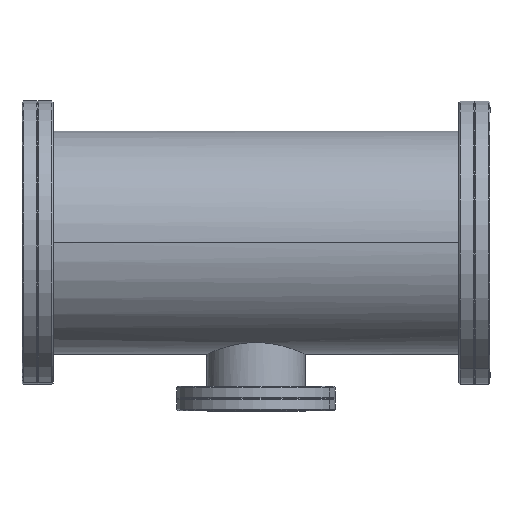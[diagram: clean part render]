
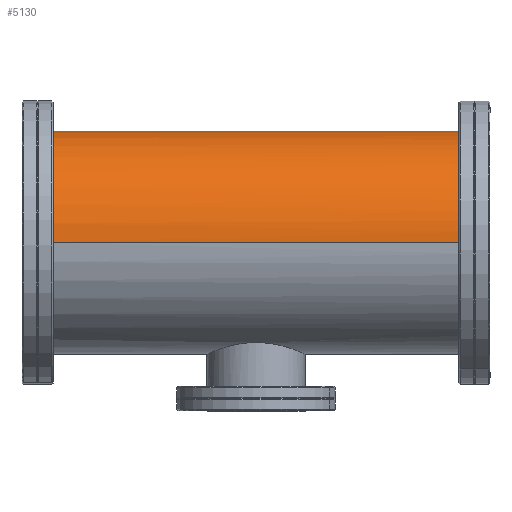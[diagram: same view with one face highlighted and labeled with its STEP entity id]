
A CAD part, top view. The second image highlights one B-rep face of the part: STEP entity #5130.
In plain terms, the highlighted cylindrical face has radius 79.5 mm (diameter 159 mm), a partial arc.
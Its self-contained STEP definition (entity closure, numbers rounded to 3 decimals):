
#272 = CARTESIAN_POINT ( 'NONE',  ( 315., 0., 79.5 ) ) ;
#329 = DIRECTION ( 'NONE',  ( -1., 0., 0. ) ) ;
#721 = DIRECTION ( 'NONE',  ( -1., 0., 0. ) ) ;
#790 = LINE ( 'NONE', #9044, #9418 ) ;
#1077 = AXIS2_PLACEMENT_3D ( 'NONE', #7896, #2821, #8738 ) ;
#1426 = CIRCLE ( 'NONE', #1077, 79.5 ) ;
#1939 = AXIS2_PLACEMENT_3D ( 'NONE', #2255, #8184, #3118 ) ;
#2200 = AXIS2_PLACEMENT_3D ( 'NONE', #8679, #10537, #8638 ) ;
#2255 = CARTESIAN_POINT ( 'NONE',  ( 0., 0., 0. ) ) ;
#2615 = ORIENTED_EDGE ( 'NONE', *, *, #7821, .F. ) ;
#2821 = DIRECTION ( 'NONE',  ( -1., 0., 0. ) ) ;
#2881 = CARTESIAN_POINT ( 'NONE',  ( 315., 0., -79.5 ) ) ;
#3118 = DIRECTION ( 'NONE',  ( 0., 0., 1. ) ) ;
#3296 = EDGE_LOOP ( 'NONE', ( #4507, #3852, #3402, #2615 ) ) ;
#3402 = ORIENTED_EDGE ( 'NONE', *, *, #7807, .F. ) ;
#3506 = VERTEX_POINT ( 'NONE', #272 ) ;
#3678 = VERTEX_POINT ( 'NONE', #10305 ) ;
#3852 = ORIENTED_EDGE ( 'NONE', *, *, #7515, .T. ) ;
#4002 = VERTEX_POINT ( 'NONE', #2881 ) ;
#4507 = ORIENTED_EDGE ( 'NONE', *, *, #7685, .T. ) ;
#4696 = VECTOR ( 'NONE', #329, 1000. ) ;
#4793 = VERTEX_POINT ( 'NONE', #4924 ) ;
#4924 = CARTESIAN_POINT ( 'NONE',  ( 0., 0., -79.5 ) ) ;
#4959 = LINE ( 'NONE', #6184, #4696 ) ;
#5130 = ADVANCED_FACE ( 'NONE', ( #9342 ), #8525, .T. ) ;
#5463 = CIRCLE ( 'NONE', #1939, 79.5 ) ;
#6184 = CARTESIAN_POINT ( 'NONE',  ( 320., 0., -79.5 ) ) ;
#7515 = EDGE_CURVE ( 'NONE', #4002, #4793, #4959, .T. ) ;
#7685 = EDGE_CURVE ( 'NONE', #3506, #4002, #1426, .T. ) ;
#7807 = EDGE_CURVE ( 'NONE', #3678, #4793, #5463, .T. ) ;
#7821 = EDGE_CURVE ( 'NONE', #3506, #3678, #790, .T. ) ;
#7896 = CARTESIAN_POINT ( 'NONE',  ( 315., 0., 0. ) ) ;
#8184 = DIRECTION ( 'NONE',  ( -1., 0., 0. ) ) ;
#8525 = CYLINDRICAL_SURFACE ( 'NONE', #2200, 79.5 ) ;
#8638 = DIRECTION ( 'NONE',  ( 0., 0., 1. ) ) ;
#8679 = CARTESIAN_POINT ( 'NONE',  ( 320., 0., 0. ) ) ;
#8738 = DIRECTION ( 'NONE',  ( 0., 0., -1. ) ) ;
#9044 = CARTESIAN_POINT ( 'NONE',  ( 320., 0., 79.5 ) ) ;
#9342 = FACE_OUTER_BOUND ( 'NONE', #3296, .T. ) ;
#9418 = VECTOR ( 'NONE', #721, 1000. ) ;
#10305 = CARTESIAN_POINT ( 'NONE',  ( 0., 0., 79.5 ) ) ;
#10537 = DIRECTION ( 'NONE',  ( -1., 0., 0. ) ) ;
